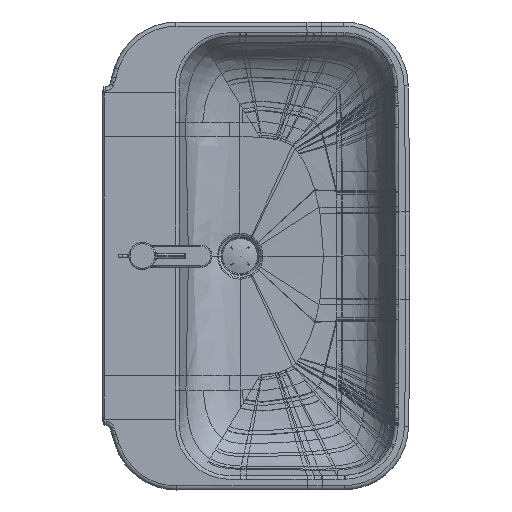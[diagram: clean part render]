
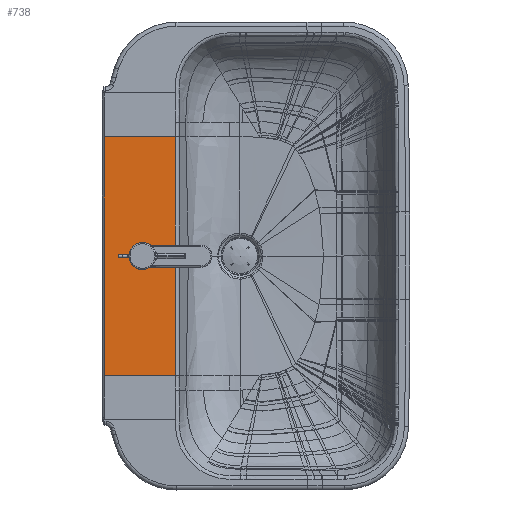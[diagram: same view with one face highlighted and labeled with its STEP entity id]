
A CAD part, top view. The second image highlights one B-rep face of the part: STEP entity #738.
In plain terms, the highlighted planar face has unit normal (0, 0, 1).
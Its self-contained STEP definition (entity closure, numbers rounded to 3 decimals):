
#548=CARTESIAN_POINT('',(49.5,0.,0.));
#549=VERTEX_POINT('',#548);
#557=CARTESIAN_POINT('',(88.5,0.,0.));
#558=VERTEX_POINT('',#557);
#559=CARTESIAN_POINT('',(69.0,0.0,0.));
#560=DIRECTION('',(0.0,0.0,1.0));
#561=DIRECTION('',(0.,-1.0,0.0));
#562=AXIS2_PLACEMENT_3D('',#559,#560,#561);
#563=CIRCLE('',#562,19.5);
#564=EDGE_CURVE('',#549,#558,#563,.T.);
#637=CARTESIAN_POINT('',(69.0,0.,0.));
#638=DIRECTION('',(0.0,0.0,1.));
#639=DIRECTION('',(0.479,0.878,0.0));
#640=AXIS2_PLACEMENT_3D('',#637,#638,#639);
#641=CIRCLE('',#640,19.5);
#642=EDGE_CURVE('',#558,#549,#641,.T.);
#687=CARTESIAN_POINT('',(193.77,-196.311,0.));
#688=DIRECTION('',(0.0,0.0,1.0));
#689=DIRECTION('',(1.0,0.0,0.0));
#690=AXIS2_PLACEMENT_3D('',#687,#688,#689);
#691=PLANE('',#690);
#692=CARTESIAN_POINT('',(2.8,0.,0.));
#693=VERTEX_POINT('',#692);
#694=CARTESIAN_POINT('',(2.8,-204.113,0.));
#695=VERTEX_POINT('',#694);
#696=CARTESIAN_POINT('',(2.8,0.,0.));
#697=DIRECTION('',(0.,-1.0,0.));
#698=VECTOR('',#697,204.113);
#699=LINE('',#696,#698);
#700=EDGE_CURVE('',#693,#695,#699,.T.);
#701=ORIENTED_EDGE('',*,*,#700,.T.);
#702=CARTESIAN_POINT('',(124.525,-204.113,0.));
#703=VERTEX_POINT('',#702);
#704=CARTESIAN_POINT('',(2.8,-204.113,0.));
#705=DIRECTION('',(1.0,0.,0.));
#706=VECTOR('',#705,121.725);
#707=LINE('',#704,#706);
#708=EDGE_CURVE('',#695,#703,#707,.T.);
#709=ORIENTED_EDGE('',*,*,#708,.T.);
#710=CARTESIAN_POINT('',(124.525,204.113,0.));
#711=VERTEX_POINT('',#710);
#712=CARTESIAN_POINT('',(124.525,204.113,0.));
#713=DIRECTION('',(0.0,-1.0,0.0));
#714=VECTOR('',#713,408.226);
#715=LINE('',#712,#714);
#716=EDGE_CURVE('',#703,#711,#715,.F.);
#717=ORIENTED_EDGE('',*,*,#716,.T.);
#718=CARTESIAN_POINT('',(2.8,204.113,0.));
#719=VERTEX_POINT('',#718);
#720=CARTESIAN_POINT('',(2.8,204.113,0.));
#721=DIRECTION('',(1.0,0.,0.));
#722=VECTOR('',#721,121.725);
#723=LINE('',#720,#722);
#724=EDGE_CURVE('',#719,#711,#723,.T.);
#725=ORIENTED_EDGE('',*,*,#724,.F.);
#726=CARTESIAN_POINT('',(2.8,0.,0.));
#727=DIRECTION('',(0.,1.0,0.));
#728=VECTOR('',#727,204.113);
#729=LINE('',#726,#728);
#730=EDGE_CURVE('',#693,#719,#729,.T.);
#731=ORIENTED_EDGE('',*,*,#730,.F.);
#732=EDGE_LOOP('',(#701,#709,#717,#725,#731));
#733=FACE_OUTER_BOUND('',#732,.T.);
#734=ORIENTED_EDGE('',*,*,#564,.F.);
#735=ORIENTED_EDGE('',*,*,#642,.F.);
#736=EDGE_LOOP('',(#734,#735));
#737=FACE_BOUND('',#736,.T.);
#738=ADVANCED_FACE('',(#733,#737),#691,.T.);
